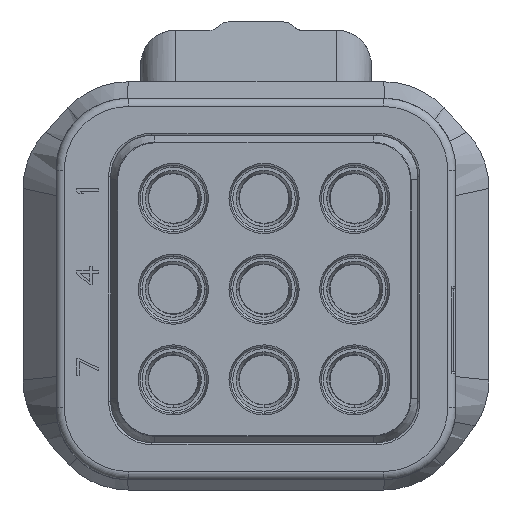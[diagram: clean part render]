
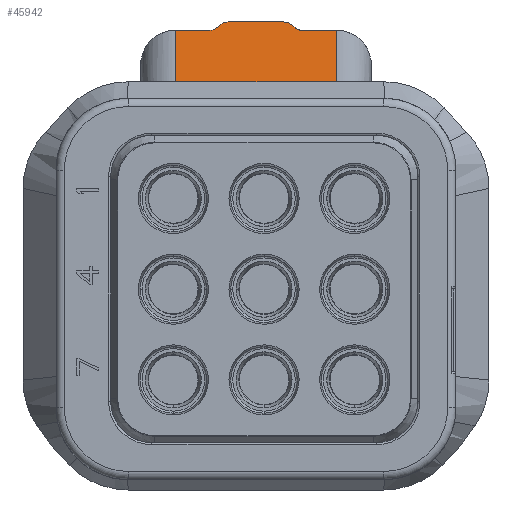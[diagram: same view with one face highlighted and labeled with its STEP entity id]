
A CAD part, front view. The second image highlights one B-rep face of the part: STEP entity #45942.
In plain terms, the highlighted planar face has unit normal (0, -0.447, 0.894).
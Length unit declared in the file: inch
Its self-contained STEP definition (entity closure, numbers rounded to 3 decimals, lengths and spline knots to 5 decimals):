
#13035=DIRECTION('',(0.,-0.894,-0.447));
#13036=VECTOR('',#13035,0.11004);
#13037=CARTESIAN_POINT('',(-10.30739,-1.48814,
2.35512));
#13038=LINE('',#13037,#13036);
#13048=CARTESIAN_POINT('',(-10.30739,-1.48814,
2.35512));
#13050=DIRECTION('',(1.,0.,0.));
#13051=VECTOR('',#13050,0.15354);
#13052=CARTESIAN_POINT('',(-10.46094,-1.58656,
2.30591));
#13053=LINE('',#13052,#13051);
#13054=DIRECTION('',(-1.,0.,0.));
#13055=VECTOR('',#13054,0.03251);
#13056=CARTESIAN_POINT('',(-10.42843,-1.48814,
2.35512));
#13057=LINE('',#13056,#13055);
#13058=DIRECTION('',(-0.408,-0.816,-0.408));
#13059=VECTOR('',#13058,0.00234);
#13060=CARTESIAN_POINT('',(-10.41912,-1.47931,
2.35953));
#13061=LINE('',#13060,#13059);
#13062=CARTESIAN_POINT('',(-10.41077,-1.47239,
2.36299));
#13063=CARTESIAN_POINT('',(-10.413,-1.47239,
2.36299));
#13064=CARTESIAN_POINT('',(-10.41602,-1.47436,
2.36201));
#13065=CARTESIAN_POINT('',(-10.41821,-1.47749,
2.36044));
#13066=CARTESIAN_POINT('',(-10.41912,-1.47931,
2.35953));
#13068=DIRECTION('',(-1.,0.,0.));
#13069=VECTOR('',#13068,0.05321);
#13070=CARTESIAN_POINT('',(-10.35756,-1.47239,
2.36299));
#13071=LINE('',#13070,#13069);
#13072=CARTESIAN_POINT('',(-10.34921,-1.47931,
2.35953));
#13073=CARTESIAN_POINT('',(-10.35012,-1.47749,
2.36044));
#13074=CARTESIAN_POINT('',(-10.35231,-1.47436,
2.36201));
#13075=CARTESIAN_POINT('',(-10.35533,-1.47239,
2.36299));
#13076=CARTESIAN_POINT('',(-10.35756,-1.47239,
2.36299));
#13082=DIRECTION('',(1.,0.,0.));
#13083=VECTOR('',#13082,0.03251);
#13084=CARTESIAN_POINT('',(-10.3399,-1.48814,
2.35512));
#13085=LINE('',#13084,#13083);
#13105=CARTESIAN_POINT('',(-10.34826,-1.48122,
2.35858));
#13106=CARTESIAN_POINT('',(-10.34735,-1.48304,
2.35767));
#13107=CARTESIAN_POINT('',(-10.34516,-1.48616,
2.35611));
#13108=CARTESIAN_POINT('',(-10.34213,-1.48814,
2.35512));
#13109=CARTESIAN_POINT('',(-10.3399,-1.48814,
2.35512));
#13119=DIRECTION('',(0.408,-0.816,-0.408));
#13120=VECTOR('',#13119,0.00234);
#13121=CARTESIAN_POINT('',(-10.34921,-1.47931,
2.35953));
#13122=LINE('',#13121,#13120);
#13204=CARTESIAN_POINT('',(-10.42843,-1.48814,
2.35512));
#13205=CARTESIAN_POINT('',(-10.4262,-1.48814,
2.35512));
#13206=CARTESIAN_POINT('',(-10.42318,-1.48616,
2.35611));
#13207=CARTESIAN_POINT('',(-10.42099,-1.48304,
2.35767));
#13208=CARTESIAN_POINT('',(-10.42008,-1.48122,
2.35858));
#13261=DIRECTION('',(0.,0.894,0.447));
#13262=VECTOR('',#13261,0.11004);
#13263=CARTESIAN_POINT('',(-10.46094,-1.58656,
2.30591));
#13264=LINE('',#13263,#13262);
#15745=VERTEX_POINT('',#13048);
#15770=CARTESIAN_POINT('',(-10.30739,-1.58656,
2.30591));
#15771=VERTEX_POINT('',#15770);
#15850=CARTESIAN_POINT('',(-10.46094,-1.58656,
2.30591));
#15851=VERTEX_POINT('',#15850);
#15852=CARTESIAN_POINT('',(-10.46094,-1.48814,
2.35512));
#15853=VERTEX_POINT('',#15852);
#15854=CARTESIAN_POINT('',(-10.42843,-1.48814,
2.35512));
#15855=VERTEX_POINT('',#15854);
#15856=VERTEX_POINT('',#13208);
#15857=CARTESIAN_POINT('',(-10.41912,-1.47931,
2.35953));
#15858=VERTEX_POINT('',#15857);
#15859=VERTEX_POINT('',#13062);
#15860=CARTESIAN_POINT('',(-10.35756,-1.47239,
2.36299));
#15861=VERTEX_POINT('',#15860);
#15862=VERTEX_POINT('',#13072);
#15863=CARTESIAN_POINT('',(-10.34826,-1.48122,
2.35858));
#15864=VERTEX_POINT('',#15863);
#15865=VERTEX_POINT('',#13109);
#45913=CARTESIAN_POINT('',(-10.457,-1.56294,
2.31772));
#45914=DIRECTION('',(0.,-0.447,0.894));
#45915=DIRECTION('',(0.,0.894,0.447));
#45916=AXIS2_PLACEMENT_3D('',#45913,#45914,#45915);
#45917=PLANE('',#45916);
#45919=ORIENTED_EDGE('',*,*,#45918,.T.);
#45920=ORIENTED_EDGE('',*,*,#45897,.T.);
#45921=ORIENTED_EDGE('',*,*,#33785,.F.);
#45923=ORIENTED_EDGE('',*,*,#45922,.T.);
#45925=ORIENTED_EDGE('',*,*,#45924,.F.);
#45927=ORIENTED_EDGE('',*,*,#45926,.T.);
#45929=ORIENTED_EDGE('',*,*,#45928,.F.);
#45931=ORIENTED_EDGE('',*,*,#45930,.F.);
#45933=ORIENTED_EDGE('',*,*,#45932,.F.);
#45935=ORIENTED_EDGE('',*,*,#45934,.F.);
#45937=ORIENTED_EDGE('',*,*,#45936,.T.);
#45939=ORIENTED_EDGE('',*,*,#45938,.T.);
#45940=EDGE_LOOP('',(#45919,#45920,#45921,#45923,#45925,#45927,#45929,#45931,
#45933,#45935,#45937,#45939));
#45941=FACE_OUTER_BOUND('',#45940,.F.);
#45942=ADVANCED_FACE('',(#45941),#45917,.T.);
#13067=B_SPLINE_CURVE_WITH_KNOTS('',3,(#13062,#13063,#13064,#13065,#13066),
.UNSPECIFIED.,.F.,.F.,(4,1,4),(0.,0.5,1.),.UNSPECIFIED.);
#13077=B_SPLINE_CURVE_WITH_KNOTS('',3,(#13072,#13073,#13074,#13075,#13076),
.UNSPECIFIED.,.F.,.F.,(4,1,4),(0.,0.5,1.),.UNSPECIFIED.);
#13110=B_SPLINE_CURVE_WITH_KNOTS('',3,(#13105,#13106,#13107,#13108,#13109),
.UNSPECIFIED.,.F.,.F.,(4,1,4),(0.,0.5,1.),.UNSPECIFIED.);
#13209=B_SPLINE_CURVE_WITH_KNOTS('',3,(#13204,#13205,#13206,#13207,#13208),
.UNSPECIFIED.,.F.,.F.,(4,1,4),(0.,0.5,1.),.UNSPECIFIED.);
#33785=EDGE_CURVE('',#15851,#15771,#13053,.T.);
#45897=EDGE_CURVE('',#15745,#15771,#13038,.T.);
#45918=EDGE_CURVE('',#15865,#15745,#13085,.T.);
#45922=EDGE_CURVE('',#15851,#15853,#13264,.T.);
#45924=EDGE_CURVE('',#15855,#15853,#13057,.T.);
#45926=EDGE_CURVE('',#15855,#15856,#13209,.T.);
#45928=EDGE_CURVE('',#15858,#15856,#13061,.T.);
#45930=EDGE_CURVE('',#15859,#15858,#13067,.T.);
#45932=EDGE_CURVE('',#15861,#15859,#13071,.T.);
#45934=EDGE_CURVE('',#15862,#15861,#13077,.T.);
#45936=EDGE_CURVE('',#15862,#15864,#13122,.T.);
#45938=EDGE_CURVE('',#15864,#15865,#13110,.T.);
